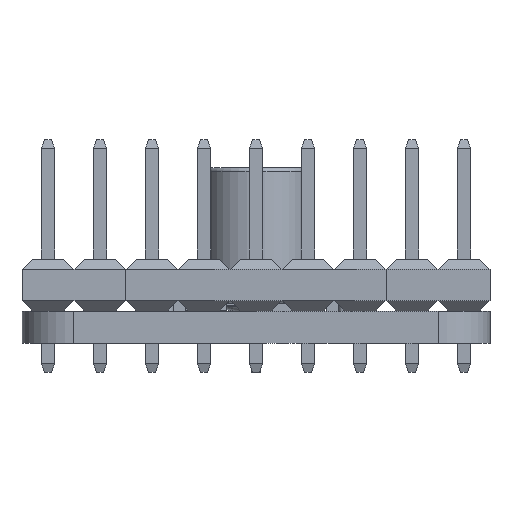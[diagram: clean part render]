
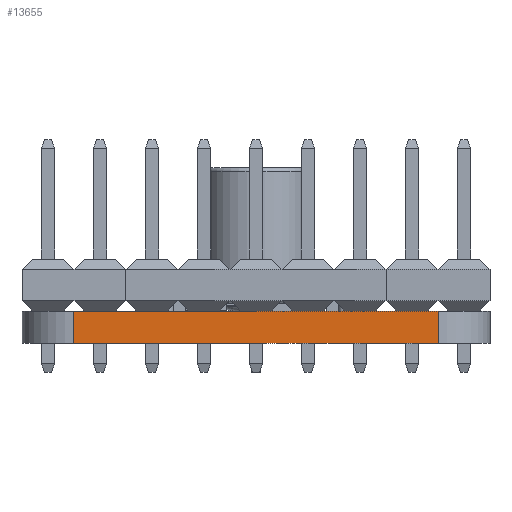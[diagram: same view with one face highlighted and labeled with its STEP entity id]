
A CAD part, left-side view. The second image highlights one B-rep face of the part: STEP entity #13655.
In plain terms, the highlighted planar face has unit normal (-1, 0, 0).
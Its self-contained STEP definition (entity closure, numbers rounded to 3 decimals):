
#316=PLANE('',#14665);
#937=FACE_OUTER_BOUND('',#1695,.T.);
#1695=EDGE_LOOP('',(#9207,#9208,#9209,#9210));
#2637=LINE('',#19964,#4079);
#2638=LINE('',#19967,#4080);
#2639=LINE('',#19969,#4081);
#2640=LINE('',#19970,#4082);
#4079=VECTOR('',#16155,10.);
#4080=VECTOR('',#16158,10.);
#4081=VECTOR('',#16159,10.);
#4082=VECTOR('',#16160,10.);
#6011=VERTEX_POINT('',#19960);
#6012=VERTEX_POINT('',#19962);
#6013=VERTEX_POINT('',#19966);
#6014=VERTEX_POINT('',#19968);
#7265=EDGE_CURVE('',#6011,#6012,#2637,.T.);
#7266=EDGE_CURVE('',#6013,#6011,#2638,.T.);
#7267=EDGE_CURVE('',#6014,#6012,#2639,.T.);
#7268=EDGE_CURVE('',#6013,#6014,#2640,.T.);
#9207=ORIENTED_EDGE('',*,*,#7266,.T.);
#9208=ORIENTED_EDGE('',*,*,#7265,.T.);
#9209=ORIENTED_EDGE('',*,*,#7267,.F.);
#9210=ORIENTED_EDGE('',*,*,#7268,.F.);
#13655=ADVANCED_FACE('',(#937),#316,.T.);
#14665=AXIS2_PLACEMENT_3D('',#19965,#16156,#16157);
#16155=DIRECTION('',(0.,0.,1.));
#16156=DIRECTION('center_axis',(-1.,0.,0.));
#16157=DIRECTION('ref_axis',(0.,-1.,0.));
#16158=DIRECTION('',(0.,-1.,0.));
#16159=DIRECTION('',(0.,-1.,0.));
#16160=DIRECTION('',(0.,0.,1.));
#19960=CARTESIAN_POINT('',(0.,2.54,0.));
#19962=CARTESIAN_POINT('',(0.,2.54,1.57));
#19964=CARTESIAN_POINT('',(0.,2.54,0.));
#19965=CARTESIAN_POINT('Origin',(0.,20.32,0.));
#19966=CARTESIAN_POINT('',(0.,20.32,0.));
#19967=CARTESIAN_POINT('',(0.,20.32,0.));
#19968=CARTESIAN_POINT('',(0.,20.32,1.57));
#19969=CARTESIAN_POINT('',(0.,20.32,1.57));
#19970=CARTESIAN_POINT('',(0.,20.32,0.));
